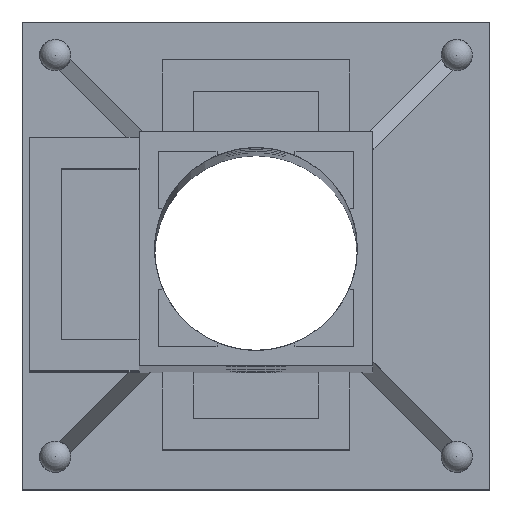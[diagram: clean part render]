
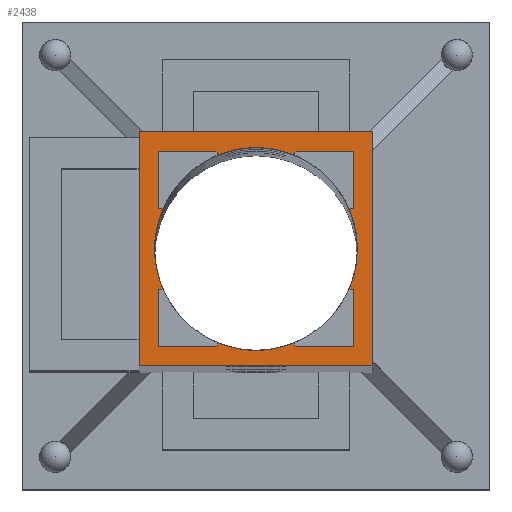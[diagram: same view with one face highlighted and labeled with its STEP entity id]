
A CAD part, top view. The second image highlights one B-rep face of the part: STEP entity #2438.
In plain terms, the highlighted planar face has unit normal (0, 0, 1).
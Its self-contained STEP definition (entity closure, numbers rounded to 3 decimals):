
#722 = CYLINDRICAL_SURFACE('',#723,1.3);
#723 = AXIS2_PLACEMENT_3D('',#724,#725,#726);
#724 = CARTESIAN_POINT('',(0.,0.,-10.));
#725 = DIRECTION('',(-0.,-0.,-1.));
#726 = DIRECTION('',(1.,0.,0.));
#940 = VERTEX_POINT('',#941);
#941 = CARTESIAN_POINT('',(1.3,0.,52.));
#962 = EDGE_CURVE('',#940,#940,#963,.T.);
#963 = SURFACE_CURVE('',#964,(#969,#976),.PCURVE_S1.);
#964 = CIRCLE('',#965,1.3);
#965 = AXIS2_PLACEMENT_3D('',#966,#967,#968);
#966 = CARTESIAN_POINT('',(0.,0.,52.));
#967 = DIRECTION('',(0.,0.,-1.));
#968 = DIRECTION('',(1.,0.,0.));
#969 = PCURVE('',#722,#970);
#970 = DEFINITIONAL_REPRESENTATION('',(#971),#975);
#971 = LINE('',#972,#973);
#972 = CARTESIAN_POINT('',(-6.283,-62.));
#973 = VECTOR('',#974,1.);
#974 = DIRECTION('',(1.,-0.));
#975 = ( GEOMETRIC_REPRESENTATION_CONTEXT(2) 
PARAMETRIC_REPRESENTATION_CONTEXT() REPRESENTATION_CONTEXT('2D SPACE',''
  ) );
#976 = PCURVE('',#977,#982);
#977 = PLANE('',#978);
#978 = AXIS2_PLACEMENT_3D('',#979,#980,#981);
#979 = CARTESIAN_POINT('',(0.,0.,52.));
#980 = DIRECTION('',(0.,0.,1.));
#981 = DIRECTION('',(1.,0.,0.));
#982 = DEFINITIONAL_REPRESENTATION('',(#983),#991);
#983 = ( BOUNDED_CURVE() B_SPLINE_CURVE(2,(#984,#985,#986,#987,#988,#989
,#990),.UNSPECIFIED.,.T.,.F.) B_SPLINE_CURVE_WITH_KNOTS((1,2,2,2,2,1),(
    -2.094,0.,2.094,4.189,6.283,
8.378),.UNSPECIFIED.) CURVE() GEOMETRIC_REPRESENTATION_ITEM() 
RATIONAL_B_SPLINE_CURVE((1.,0.5,1.,0.5,1.,0.5,1.)) REPRESENTATION_ITEM(
  '') );
#984 = CARTESIAN_POINT('',(1.3,0.));
#985 = CARTESIAN_POINT('',(1.3,-2.252));
#986 = CARTESIAN_POINT('',(-0.65,-1.126));
#987 = CARTESIAN_POINT('',(-2.6,0.));
#988 = CARTESIAN_POINT('',(-0.65,1.126));
#989 = CARTESIAN_POINT('',(1.3,2.252));
#990 = CARTESIAN_POINT('',(1.3,0.));
#991 = ( GEOMETRIC_REPRESENTATION_CONTEXT(2) 
PARAMETRIC_REPRESENTATION_CONTEXT() REPRESENTATION_CONTEXT('2D SPACE',''
  ) );
#1909 = PLANE('',#1910);
#1910 = AXIS2_PLACEMENT_3D('',#1911,#1912,#1913);
#1911 = CARTESIAN_POINT('',(-1.5,1.5,0.));
#1912 = DIRECTION('',(1.,0.,0.));
#1913 = DIRECTION('',(0.,-1.,0.));
#2046 = PLANE('',#2047);
#2047 = AXIS2_PLACEMENT_3D('',#2048,#2049,#2050);
#2048 = CARTESIAN_POINT('',(1.5,1.5,0.));
#2049 = DIRECTION('',(0.,-1.,0.));
#2050 = DIRECTION('',(-1.,0.,0.));
#2183 = PLANE('',#2184);
#2184 = AXIS2_PLACEMENT_3D('',#2185,#2186,#2187);
#2185 = CARTESIAN_POINT('',(1.5,-1.5,0.));
#2186 = DIRECTION('',(-1.,0.,0.));
#2187 = DIRECTION('',(0.,1.,0.));
#2320 = PLANE('',#2321);
#2321 = AXIS2_PLACEMENT_3D('',#2322,#2323,#2324);
#2322 = CARTESIAN_POINT('',(-1.5,-1.5,0.));
#2323 = DIRECTION('',(0.,1.,0.));
#2324 = DIRECTION('',(1.,0.,0.));
#2438 = ADVANCED_FACE('',(#2439,#2533),#977,.T.);
#2439 = FACE_BOUND('',#2440,.T.);
#2440 = EDGE_LOOP('',(#2441,#2466,#2489,#2512));
#2441 = ORIENTED_EDGE('',*,*,#2442,.T.);
#2442 = EDGE_CURVE('',#2443,#2445,#2447,.T.);
#2443 = VERTEX_POINT('',#2444);
#2444 = CARTESIAN_POINT('',(-1.5,1.5,52.));
#2445 = VERTEX_POINT('',#2446);
#2446 = CARTESIAN_POINT('',(-1.5,-1.5,52.));
#2447 = SURFACE_CURVE('',#2448,(#2452,#2459),.PCURVE_S1.);
#2448 = LINE('',#2449,#2450);
#2449 = CARTESIAN_POINT('',(-1.5,1.5,52.));
#2450 = VECTOR('',#2451,1.);
#2451 = DIRECTION('',(0.,-1.,0.));
#2452 = PCURVE('',#977,#2453);
#2453 = DEFINITIONAL_REPRESENTATION('',(#2454),#2458);
#2454 = LINE('',#2455,#2456);
#2455 = CARTESIAN_POINT('',(-1.5,1.5));
#2456 = VECTOR('',#2457,1.);
#2457 = DIRECTION('',(0.,-1.));
#2458 = ( GEOMETRIC_REPRESENTATION_CONTEXT(2) 
PARAMETRIC_REPRESENTATION_CONTEXT() REPRESENTATION_CONTEXT('2D SPACE',''
  ) );
#2459 = PCURVE('',#1909,#2460);
#2460 = DEFINITIONAL_REPRESENTATION('',(#2461),#2465);
#2461 = LINE('',#2462,#2463);
#2462 = CARTESIAN_POINT('',(0.,-52.));
#2463 = VECTOR('',#2464,1.);
#2464 = DIRECTION('',(1.,0.));
#2465 = ( GEOMETRIC_REPRESENTATION_CONTEXT(2) 
PARAMETRIC_REPRESENTATION_CONTEXT() REPRESENTATION_CONTEXT('2D SPACE',''
  ) );
#2466 = ORIENTED_EDGE('',*,*,#2467,.T.);
#2467 = EDGE_CURVE('',#2445,#2468,#2470,.T.);
#2468 = VERTEX_POINT('',#2469);
#2469 = CARTESIAN_POINT('',(1.5,-1.5,52.));
#2470 = SURFACE_CURVE('',#2471,(#2475,#2482),.PCURVE_S1.);
#2471 = LINE('',#2472,#2473);
#2472 = CARTESIAN_POINT('',(-1.5,-1.5,52.));
#2473 = VECTOR('',#2474,1.);
#2474 = DIRECTION('',(1.,0.,0.));
#2475 = PCURVE('',#977,#2476);
#2476 = DEFINITIONAL_REPRESENTATION('',(#2477),#2481);
#2477 = LINE('',#2478,#2479);
#2478 = CARTESIAN_POINT('',(-1.5,-1.5));
#2479 = VECTOR('',#2480,1.);
#2480 = DIRECTION('',(1.,0.));
#2481 = ( GEOMETRIC_REPRESENTATION_CONTEXT(2) 
PARAMETRIC_REPRESENTATION_CONTEXT() REPRESENTATION_CONTEXT('2D SPACE',''
  ) );
#2482 = PCURVE('',#2320,#2483);
#2483 = DEFINITIONAL_REPRESENTATION('',(#2484),#2488);
#2484 = LINE('',#2485,#2486);
#2485 = CARTESIAN_POINT('',(0.,-52.));
#2486 = VECTOR('',#2487,1.);
#2487 = DIRECTION('',(1.,0.));
#2488 = ( GEOMETRIC_REPRESENTATION_CONTEXT(2) 
PARAMETRIC_REPRESENTATION_CONTEXT() REPRESENTATION_CONTEXT('2D SPACE',''
  ) );
#2489 = ORIENTED_EDGE('',*,*,#2490,.T.);
#2490 = EDGE_CURVE('',#2468,#2491,#2493,.T.);
#2491 = VERTEX_POINT('',#2492);
#2492 = CARTESIAN_POINT('',(1.5,1.5,52.));
#2493 = SURFACE_CURVE('',#2494,(#2498,#2505),.PCURVE_S1.);
#2494 = LINE('',#2495,#2496);
#2495 = CARTESIAN_POINT('',(1.5,-1.5,52.));
#2496 = VECTOR('',#2497,1.);
#2497 = DIRECTION('',(0.,1.,0.));
#2498 = PCURVE('',#977,#2499);
#2499 = DEFINITIONAL_REPRESENTATION('',(#2500),#2504);
#2500 = LINE('',#2501,#2502);
#2501 = CARTESIAN_POINT('',(1.5,-1.5));
#2502 = VECTOR('',#2503,1.);
#2503 = DIRECTION('',(0.,1.));
#2504 = ( GEOMETRIC_REPRESENTATION_CONTEXT(2) 
PARAMETRIC_REPRESENTATION_CONTEXT() REPRESENTATION_CONTEXT('2D SPACE',''
  ) );
#2505 = PCURVE('',#2183,#2506);
#2506 = DEFINITIONAL_REPRESENTATION('',(#2507),#2511);
#2507 = LINE('',#2508,#2509);
#2508 = CARTESIAN_POINT('',(0.,-52.));
#2509 = VECTOR('',#2510,1.);
#2510 = DIRECTION('',(1.,0.));
#2511 = ( GEOMETRIC_REPRESENTATION_CONTEXT(2) 
PARAMETRIC_REPRESENTATION_CONTEXT() REPRESENTATION_CONTEXT('2D SPACE',''
  ) );
#2512 = ORIENTED_EDGE('',*,*,#2513,.T.);
#2513 = EDGE_CURVE('',#2491,#2443,#2514,.T.);
#2514 = SURFACE_CURVE('',#2515,(#2519,#2526),.PCURVE_S1.);
#2515 = LINE('',#2516,#2517);
#2516 = CARTESIAN_POINT('',(1.5,1.5,52.));
#2517 = VECTOR('',#2518,1.);
#2518 = DIRECTION('',(-1.,0.,0.));
#2519 = PCURVE('',#977,#2520);
#2520 = DEFINITIONAL_REPRESENTATION('',(#2521),#2525);
#2521 = LINE('',#2522,#2523);
#2522 = CARTESIAN_POINT('',(1.5,1.5));
#2523 = VECTOR('',#2524,1.);
#2524 = DIRECTION('',(-1.,0.));
#2525 = ( GEOMETRIC_REPRESENTATION_CONTEXT(2) 
PARAMETRIC_REPRESENTATION_CONTEXT() REPRESENTATION_CONTEXT('2D SPACE',''
  ) );
#2526 = PCURVE('',#2046,#2527);
#2527 = DEFINITIONAL_REPRESENTATION('',(#2528),#2532);
#2528 = LINE('',#2529,#2530);
#2529 = CARTESIAN_POINT('',(0.,-52.));
#2530 = VECTOR('',#2531,1.);
#2531 = DIRECTION('',(1.,0.));
#2532 = ( GEOMETRIC_REPRESENTATION_CONTEXT(2) 
PARAMETRIC_REPRESENTATION_CONTEXT() REPRESENTATION_CONTEXT('2D SPACE',''
  ) );
#2533 = FACE_BOUND('',#2534,.T.);
#2534 = EDGE_LOOP('',(#2535));
#2535 = ORIENTED_EDGE('',*,*,#962,.T.);
